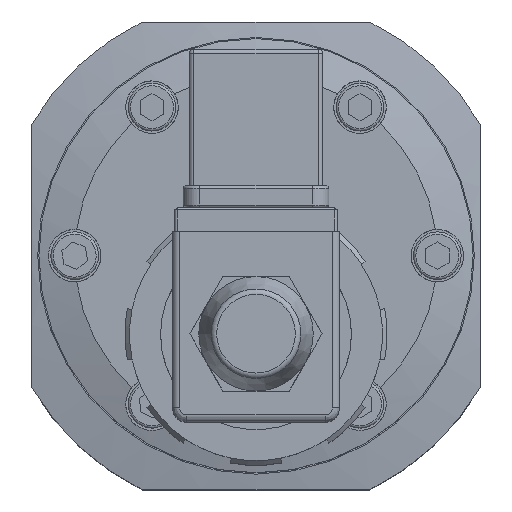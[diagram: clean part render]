
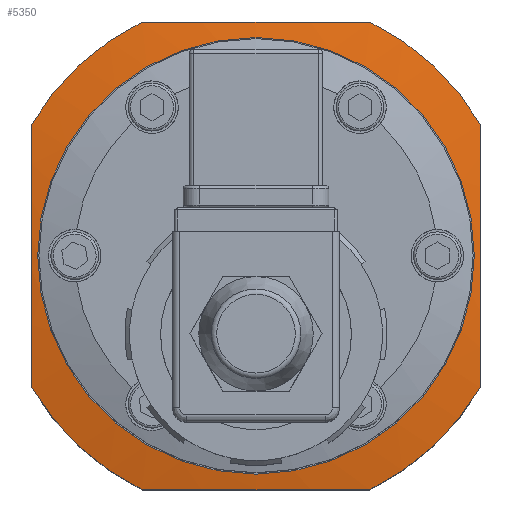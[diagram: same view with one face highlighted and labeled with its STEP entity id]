
A CAD part, top view. The second image highlights one B-rep face of the part: STEP entity #5350.
In plain terms, the highlighted conical face has half-angle 80 degrees and reference radius 53.357 mm.
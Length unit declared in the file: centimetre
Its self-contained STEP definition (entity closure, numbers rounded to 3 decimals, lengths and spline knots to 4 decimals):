
#42=(
BOUNDED_CURVE()
B_SPLINE_CURVE(2,(#8310,#8311,#8312),.UNSPECIFIED.,.F.,.F.)
B_SPLINE_CURVE_WITH_KNOTS((3,3),(0.9499,6.8312),
 .UNSPECIFIED.)
CURVE()
GEOMETRIC_REPRESENTATION_ITEM()
RATIONAL_B_SPLINE_CURVE((1.064,1.233,1.064))
REPRESENTATION_ITEM('')
);
#43=(
BOUNDED_CURVE()
B_SPLINE_CURVE(2,(#8327,#8328,#8329),.UNSPECIFIED.,.F.,.F.)
B_SPLINE_CURVE_WITH_KNOTS((3,3),(1.094,6.1724),
 .UNSPECIFIED.)
CURVE()
GEOMETRIC_REPRESENTATION_ITEM()
RATIONAL_B_SPLINE_CURVE((1.062,1.182,1.062))
REPRESENTATION_ITEM('')
);
#44=(
BOUNDED_CURVE()
B_SPLINE_CURVE(2,(#8353,#8354,#8355),.UNSPECIFIED.,.F.,.F.)
B_SPLINE_CURVE_WITH_KNOTS((3,3),(0.9499,6.8312),
 .UNSPECIFIED.)
CURVE()
GEOMETRIC_REPRESENTATION_ITEM()
RATIONAL_B_SPLINE_CURVE((1.064,1.233,1.064))
REPRESENTATION_ITEM('')
);
#45=(
BOUNDED_CURVE()
B_SPLINE_CURVE(2,(#8366,#8367,#8368),.UNSPECIFIED.,.F.,.F.)
B_SPLINE_CURVE_WITH_KNOTS((3,3),(1.094,6.1724),
 .UNSPECIFIED.)
CURVE()
GEOMETRIC_REPRESENTATION_ITEM()
RATIONAL_B_SPLINE_CURVE((1.062,1.182,1.062))
REPRESENTATION_ITEM('')
);
#222=FACE_BOUND('',#1568,.T.);
#336=CONICAL_SURFACE('',#5792,5.3357,80.);
#1226=FACE_OUTER_BOUND('',#1567,.T.);
#1567=EDGE_LOOP('',(#3841,#3842,#3843,#3844,#3845,#3846,#3847,#3848));
#1568=EDGE_LOOP('',(#3849));
#1950=CIRCLE('',#5764,5.45);
#1952=CIRCLE('',#5768,5.45);
#1959=CIRCLE('',#5782,5.45);
#1961=CIRCLE('',#5786,5.45);
#1964=CIRCLE('',#5791,4.575);
#2285=VERTEX_POINT('',#8300);
#2286=VERTEX_POINT('',#8301);
#2289=VERTEX_POINT('',#8309);
#2291=VERTEX_POINT('',#8317);
#2294=VERTEX_POINT('',#8326);
#2300=VERTEX_POINT('',#8346);
#2302=VERTEX_POINT('',#8352);
#2304=VERTEX_POINT('',#8360);
#2307=VERTEX_POINT('',#8373);
#2854=EDGE_CURVE('',#2285,#2286,#1950,.T.);
#2858=EDGE_CURVE('',#2289,#2285,#42,.T.);
#2861=EDGE_CURVE('',#2291,#2289,#1952,.T.);
#2865=EDGE_CURVE('',#2294,#2291,#43,.T.);
#2872=EDGE_CURVE('',#2300,#2294,#1959,.T.);
#2875=EDGE_CURVE('',#2302,#2300,#44,.T.);
#2878=EDGE_CURVE('',#2304,#2302,#1961,.T.);
#2881=EDGE_CURVE('',#2286,#2304,#45,.T.);
#2884=EDGE_CURVE('',#2307,#2307,#1964,.T.);
#3841=ORIENTED_EDGE('',*,*,#2865,.F.);
#3842=ORIENTED_EDGE('',*,*,#2872,.F.);
#3843=ORIENTED_EDGE('',*,*,#2875,.F.);
#3844=ORIENTED_EDGE('',*,*,#2878,.F.);
#3845=ORIENTED_EDGE('',*,*,#2881,.F.);
#3846=ORIENTED_EDGE('',*,*,#2854,.F.);
#3847=ORIENTED_EDGE('',*,*,#2858,.F.);
#3848=ORIENTED_EDGE('',*,*,#2861,.F.);
#3849=ORIENTED_EDGE('',*,*,#2884,.T.);
#5350=ADVANCED_FACE('',(#1226,#222),#336,.T.);
#5764=AXIS2_PLACEMENT_3D('',#8302,#6717,#6718);
#5768=AXIS2_PLACEMENT_3D('',#8318,#6729,#6730);
#5782=AXIS2_PLACEMENT_3D('',#8347,#6760,#6761);
#5786=AXIS2_PLACEMENT_3D('',#8361,#6771,#6772);
#5791=AXIS2_PLACEMENT_3D('',#8374,#6783,#6784);
#5792=AXIS2_PLACEMENT_3D('',#8375,#6785,#6786);
#6717=DIRECTION('center_axis',(0.,0.,-1.));
#6718=DIRECTION('ref_axis',(-0.438,0.899,0.));
#6729=DIRECTION('center_axis',(0.,0.,-1.));
#6730=DIRECTION('ref_axis',(-0.862,-0.506,0.));
#6760=DIRECTION('center_axis',(0.,0.,-1.));
#6761=DIRECTION('ref_axis',(0.438,-0.899,0.));
#6771=DIRECTION('center_axis',(0.,0.,-1.));
#6772=DIRECTION('ref_axis',(0.862,0.506,0.));
#6783=DIRECTION('center_axis',(0.,0.,-1.));
#6784=DIRECTION('ref_axis',(0.,1.,0.));
#6785=DIRECTION('center_axis',(0.,0.,-1.));
#6786=DIRECTION('ref_axis',(0.,1.,0.));
#8300=CARTESIAN_POINT('',(4.7,-2.7591,4.4957));
#8301=CARTESIAN_POINT('',(2.3859,-4.9,4.4957));
#8302=CARTESIAN_POINT('Origin',(0.,0.,4.4957));
#8309=CARTESIAN_POINT('',(4.7,2.7591,4.4957));
#8310=CARTESIAN_POINT('Ctrl Pts',(4.7,2.7591,4.4957));
#8311=CARTESIAN_POINT('Ctrl Pts',(4.7,0.,4.742));
#8312=CARTESIAN_POINT('Ctrl Pts',(4.7,-2.7591,4.4957));
#8317=CARTESIAN_POINT('',(2.3859,4.9,4.4957));
#8318=CARTESIAN_POINT('Origin',(0.,0.,4.4957));
#8326=CARTESIAN_POINT('',(-2.3859,4.9,4.4957));
#8327=CARTESIAN_POINT('Ctrl Pts',(-2.3859,4.9,4.4957));
#8328=CARTESIAN_POINT('Ctrl Pts',(0.,4.9,4.6799));
#8329=CARTESIAN_POINT('Ctrl Pts',(2.3859,4.9,4.4957));
#8346=CARTESIAN_POINT('',(-4.7,2.7591,4.4957));
#8347=CARTESIAN_POINT('Origin',(0.,0.,4.4957));
#8352=CARTESIAN_POINT('',(-4.7,-2.7591,4.4957));
#8353=CARTESIAN_POINT('Ctrl Pts',(-4.7,-2.7591,4.4957));
#8354=CARTESIAN_POINT('Ctrl Pts',(-4.7,0.,4.742));
#8355=CARTESIAN_POINT('Ctrl Pts',(-4.7,2.7591,4.4957));
#8360=CARTESIAN_POINT('',(-2.3859,-4.9,4.4957));
#8361=CARTESIAN_POINT('Origin',(0.,0.,4.4957));
#8366=CARTESIAN_POINT('Ctrl Pts',(2.3859,-4.9,4.4957));
#8367=CARTESIAN_POINT('Ctrl Pts',(0.,-4.9,4.6799));
#8368=CARTESIAN_POINT('Ctrl Pts',(-2.3859,-4.9,4.4957));
#8373=CARTESIAN_POINT('',(0.,4.575,4.65));
#8374=CARTESIAN_POINT('Origin',(0.,0.,4.65));
#8375=CARTESIAN_POINT('Origin',(0.,0.,4.5159));
